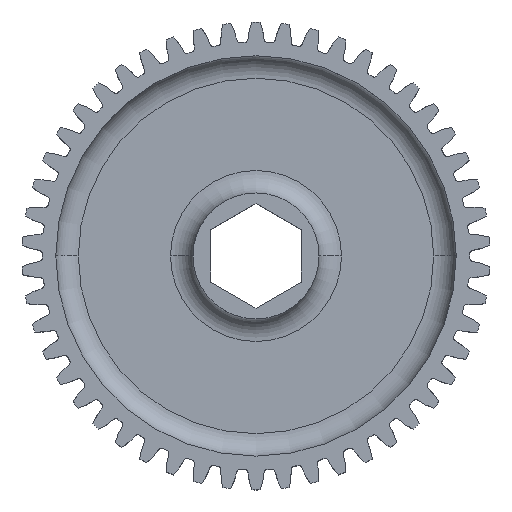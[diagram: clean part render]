
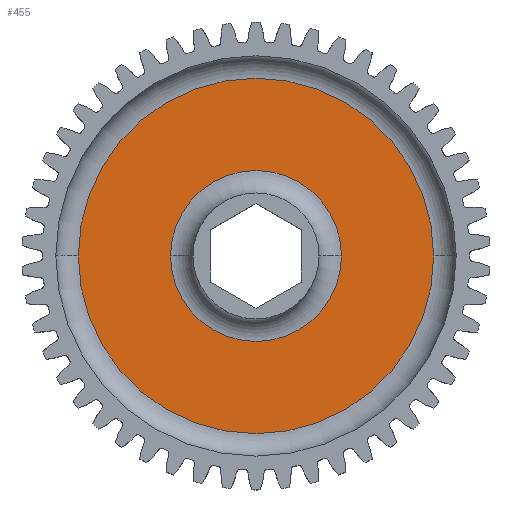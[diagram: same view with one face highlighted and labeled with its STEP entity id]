
A CAD part, top view. The second image highlights one B-rep face of the part: STEP entity #455.
In plain terms, the highlighted planar face has unit normal (0, 0, 1).
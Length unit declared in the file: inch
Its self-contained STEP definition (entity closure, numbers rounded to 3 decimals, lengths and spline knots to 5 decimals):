
#455 = ADVANCED_FACE ( 'NONE', ( #2771, #17657 ), #5825, .T. ) ;
#1070 = DIRECTION ( 'NONE',  ( 0., 0., -1. ) ) ;
#1160 = DIRECTION ( 'NONE',  ( 0., 0., 1. ) ) ;
#1587 = VERTEX_POINT ( 'NONE', #9435 ) ;
#2096 = CARTESIAN_POINT ( 'NONE',  ( 0.9875, 0., 0.045 ) ) ;
#2771 = FACE_OUTER_BOUND ( 'NONE', #3625, .T. ) ;
#2859 = CARTESIAN_POINT ( 'NONE',  ( 0., 0., 0.045 ) ) ;
#2972 = CARTESIAN_POINT ( 'NONE',  ( 0., 0., 0.045 ) ) ;
#3075 = AXIS2_PLACEMENT_3D ( 'NONE', #15634, #1160, #7065 ) ;
#3625 = EDGE_LOOP ( 'NONE', ( #16298, #15812 ) ) ;
#3823 = EDGE_CURVE ( 'NONE', #9712, #7292, #15827, .T. ) ;
#3978 = DIRECTION ( 'NONE',  ( 0., 0., -1. ) ) ;
#5129 = AXIS2_PLACEMENT_3D ( 'NONE', #2859, #11496, #10217 ) ;
#5825 = PLANE ( 'NONE',  #18177 ) ;
#5946 = DIRECTION ( 'NONE',  ( 1., 0., 0. ) ) ;
#6701 = EDGE_CURVE ( 'NONE', #1587, #16781, #13506, .T. ) ;
#6979 = CARTESIAN_POINT ( 'NONE',  ( 0., 0., 0.045 ) ) ;
#7065 = DIRECTION ( 'NONE',  ( 1., 0., 0. ) ) ;
#7292 = VERTEX_POINT ( 'NONE', #2096 ) ;
#9217 = EDGE_CURVE ( 'NONE', #16781, #1587, #13251, .T. ) ;
#9435 = CARTESIAN_POINT ( 'NONE',  ( -0.475, 0., 0.045 ) ) ;
#9712 = VERTEX_POINT ( 'NONE', #11400 ) ;
#9935 = CARTESIAN_POINT ( 'NONE',  ( 0.475, 0., 0.045 ) ) ;
#10000 = EDGE_LOOP ( 'NONE', ( #10932, #18420 ) ) ;
#10217 = DIRECTION ( 'NONE',  ( 1., 0., 0. ) ) ;
#10932 = ORIENTED_EDGE ( 'NONE', *, *, #9217, .T. ) ;
#11138 = DIRECTION ( 'NONE',  ( 1., 0., 0. ) ) ;
#11400 = CARTESIAN_POINT ( 'NONE',  ( -0.9875, 0., 0.045 ) ) ;
#11496 = DIRECTION ( 'NONE',  ( 0., 0., 1. ) ) ;
#12666 = CARTESIAN_POINT ( 'NONE',  ( 0., 0., 0.045 ) ) ;
#13251 = CIRCLE ( 'NONE', #18440, 0.475 ) ;
#13506 = CIRCLE ( 'NONE', #13598, 0.475 ) ;
#13598 = AXIS2_PLACEMENT_3D ( 'NONE', #6979, #1070, #11138 ) ;
#14566 = DIRECTION ( 'NONE',  ( 0., 0., 1. ) ) ;
#14794 = EDGE_CURVE ( 'NONE', #7292, #9712, #18115, .T. ) ;
#15634 = CARTESIAN_POINT ( 'NONE',  ( 0., 0., 0.045 ) ) ;
#15812 = ORIENTED_EDGE ( 'NONE', *, *, #3823, .T. ) ;
#15827 = CIRCLE ( 'NONE', #5129, 0.9875 ) ;
#16298 = ORIENTED_EDGE ( 'NONE', *, *, #14794, .T. ) ;
#16781 = VERTEX_POINT ( 'NONE', #9935 ) ;
#17003 = DIRECTION ( 'NONE',  ( 1., 0., 0. ) ) ;
#17657 = FACE_BOUND ( 'NONE', #10000, .T. ) ;
#18115 = CIRCLE ( 'NONE', #3075, 0.9875 ) ;
#18177 = AXIS2_PLACEMENT_3D ( 'NONE', #2972, #14566, #5946 ) ;
#18420 = ORIENTED_EDGE ( 'NONE', *, *, #6701, .T. ) ;
#18440 = AXIS2_PLACEMENT_3D ( 'NONE', #12666, #3978, #17003 ) ;
